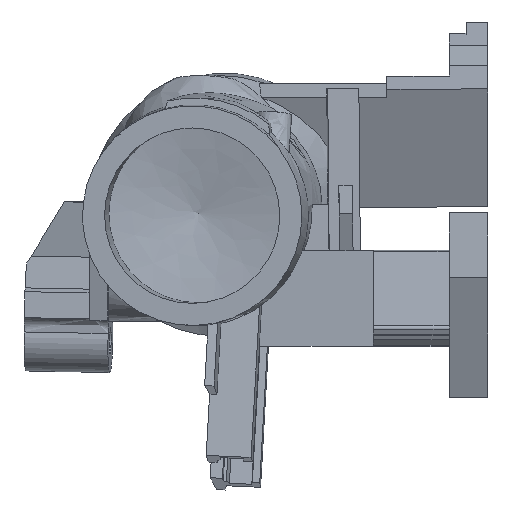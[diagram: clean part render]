
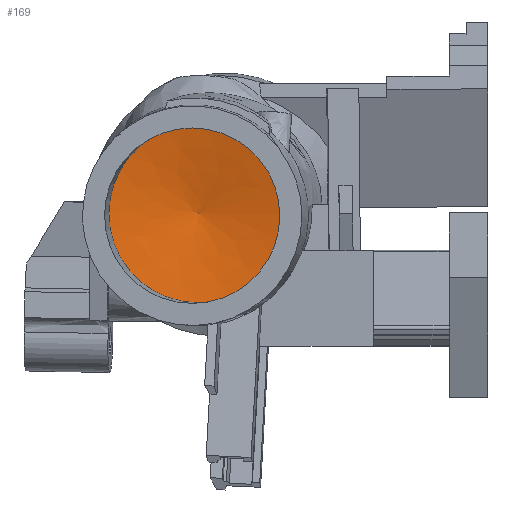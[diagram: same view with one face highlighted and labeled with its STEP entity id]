
A CAD part, front view. The second image highlights one B-rep face of the part: STEP entity #169.
In plain terms, the highlighted free-form (B-spline) face has degree [1, 3] with [2, 7] control points.
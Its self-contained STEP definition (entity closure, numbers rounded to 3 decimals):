
#169=ADVANCED_FACE('',(#458,#459),#460,.F.);
#458=FACE_OUTER_BOUND('',#1444,.T.);
#459=FACE_BOUND('',#1445,.T.);
#460=(B_SPLINE_SURFACE(1,3,((#1447,#1448,#1449,#1450,#1451,#1452,#1453),(#1454,#1455,#1456,#1457,#1458,#1459,#1460)),.UNSPECIFIED.,.F.,.T.,.F.)B_SPLINE_SURFACE_WITH_KNOTS((2,2),(4,3,4),(0.0,1.0),(0.0,0.5,1.0),.UNSPECIFIED.)RATIONAL_B_SPLINE_SURFACE(((1.0,0.333,0.333,1.0,0.333,0.333,1.0),(1.0,0.333,0.333,1.0,0.333,0.333,1.0)))BOUNDED_SURFACE()REPRESENTATION_ITEM('')GEOMETRIC_REPRESENTATION_ITEM()SURFACE());
#1444=EDGE_LOOP('',(#2400));
#1445=VERTEX_LOOP('',#2401);
#1447=CARTESIAN_POINT('',(12.942,-45.473,-4.371));
#1448=CARTESIAN_POINT('',(12.919,-45.955,24.233));
#1449=CARTESIAN_POINT('',(-15.655,-44.571,24.233));
#1450=CARTESIAN_POINT('',(-15.632,-44.089,-4.371));
#1451=CARTESIAN_POINT('',(-15.609,-43.607,-32.974));
#1452=CARTESIAN_POINT('',(12.965,-44.991,-32.974));
#1453=CARTESIAN_POINT('',(12.942,-45.473,-4.371));
#1454=CARTESIAN_POINT('',(-1.23,-42.408,-4.331));
#1455=CARTESIAN_POINT('',(-1.23,-42.408,-4.331));
#1456=CARTESIAN_POINT('',(-1.23,-42.408,-4.331));
#1457=CARTESIAN_POINT('',(-1.23,-42.408,-4.331));
#1458=CARTESIAN_POINT('',(-1.23,-42.408,-4.331));
#1459=CARTESIAN_POINT('',(-1.23,-42.408,-4.331));
#1460=CARTESIAN_POINT('',(-1.23,-42.408,-4.331));
#2400=ORIENTED_EDGE('',*,*,#2969,.T.);
#2401=VERTEX_POINT('',#2970);
#2969=EDGE_CURVE('',#3689,#3689,#3690,.T.);
#2970=CARTESIAN_POINT('',(-1.23,-42.408,-4.331));
#3689=VERTEX_POINT('',#5040);
#3690=CIRCLE('',#5041,14.304);
#5040=CARTESIAN_POINT('',(12.942,-45.473,-4.371));
#5041=AXIS2_PLACEMENT_3D('',#5662,#5663,#5664);
#5662=CARTESIAN_POINT('',(-1.345,-44.781,-4.371));
#5663=DIRECTION('',(-0.048,-0.999,-0.017));
#5664=DIRECTION('',(0.999,-0.048,0.));
